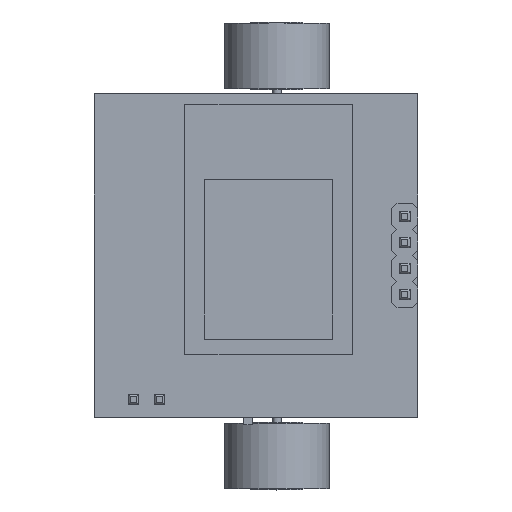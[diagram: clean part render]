
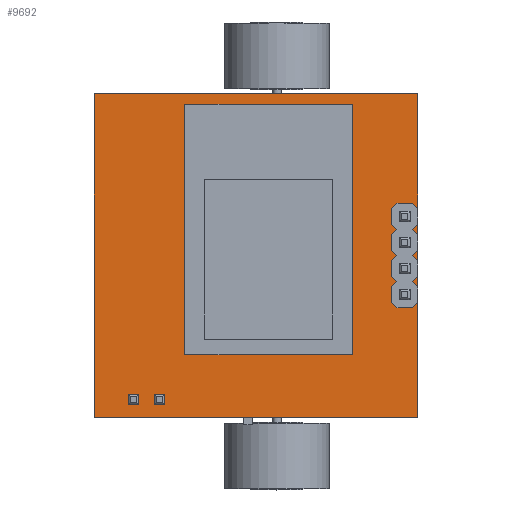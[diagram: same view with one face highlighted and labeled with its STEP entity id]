
A CAD part, top view. The second image highlights one B-rep face of the part: STEP entity #9692.
In plain terms, the highlighted planar face has unit normal (0, 0, 1).
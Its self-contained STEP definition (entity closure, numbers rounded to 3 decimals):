
#630=FACE_OUTER_BOUND('',#1264,.T.);
#1264=EDGE_LOOP('',(#7595,#7596,#7597,#7598));
#2147=LINE('',#14723,#3365);
#2150=LINE('',#14729,#3368);
#2153=LINE('',#14735,#3371);
#2156=LINE('',#14739,#3374);
#3365=VECTOR('',#12062,10.);
#3368=VECTOR('',#12067,10.);
#3371=VECTOR('',#12072,10.);
#3374=VECTOR('',#12077,10.);
#4463=VERTEX_POINT('',#14720);
#4464=VERTEX_POINT('',#14722);
#4466=VERTEX_POINT('',#14728);
#4468=VERTEX_POINT('',#14734);
#5559=EDGE_CURVE('',#4464,#4463,#2147,.T.);
#5562=EDGE_CURVE('',#4466,#4464,#2150,.T.);
#5565=EDGE_CURVE('',#4468,#4466,#2153,.T.);
#5568=EDGE_CURVE('',#4463,#4468,#2156,.T.);
#7595=ORIENTED_EDGE('',*,*,#5568,.T.);
#7596=ORIENTED_EDGE('',*,*,#5565,.T.);
#7597=ORIENTED_EDGE('',*,*,#5562,.T.);
#7598=ORIENTED_EDGE('',*,*,#5559,.T.);
#9127=PLANE('',#10403);
#9692=ADVANCED_FACE('',(#630),#9127,.T.);
#10403=AXIS2_PLACEMENT_3D('',#14741,#12080,#12081);
#12062=DIRECTION('',(-1.,0.,0.));
#12067=DIRECTION('',(0.,1.,0.));
#12072=DIRECTION('',(1.,0.,0.));
#12077=DIRECTION('',(0.,-1.,0.));
#12080=DIRECTION('center_axis',(0.,0.,1.));
#12081=DIRECTION('ref_axis',(1.,0.,0.));
#14720=CARTESIAN_POINT('',(-15.5,15.5,19.9));
#14722=CARTESIAN_POINT('',(15.5,15.5,19.9));
#14723=CARTESIAN_POINT('',(-15.5,15.5,19.9));
#14728=CARTESIAN_POINT('',(15.5,-15.5,19.9));
#14729=CARTESIAN_POINT('',(15.5,15.5,19.9));
#14734=CARTESIAN_POINT('',(-15.5,-15.5,19.9));
#14735=CARTESIAN_POINT('',(15.5,-15.5,19.9));
#14739=CARTESIAN_POINT('',(-15.5,-15.5,19.9));
#14741=CARTESIAN_POINT('Origin',(0.,0.,19.9));
